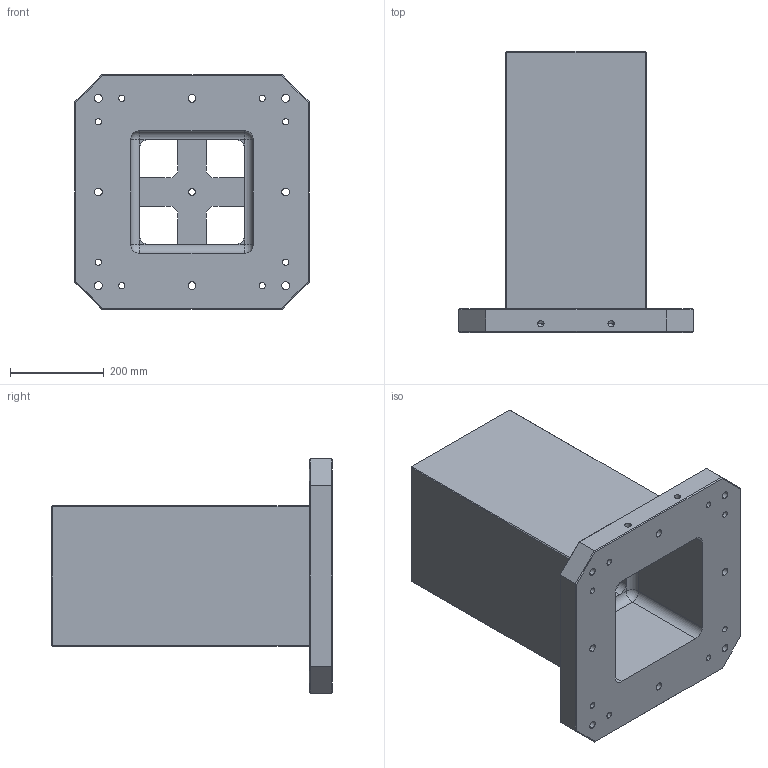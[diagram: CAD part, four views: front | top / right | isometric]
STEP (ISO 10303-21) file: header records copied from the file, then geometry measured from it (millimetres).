
FILE_DESCRIPTION (( 'STEP AP214' ), '1' );
FILE_NAME ('05-0307.STEP', '2024-02-08T20:51:55', ( '' ), ( '' ), 'SwSTEP 2.0', 'SolidWorks 2022', '' );
FILE_SCHEMA (( 'AUTOMOTIVE_DESIGN' ));
Length unit declared in the file: millimetre
Products named in the file (1): 05-0307
Bounding box: 500 x 600 x 500 mm (x, y, z)
Volume: 22383910.1 mm3; surface area: 1847235.4 mm2
Topology: 1 solids, 1 shells, 234 faces, 580 edges, 319 vertices
Faces by surface type: cylinder 108, plane 88, cone 22, sphere 16
Entity records: 8155 total; most frequent: DIRECTION 1204, CARTESIAN_POINT 1120, ORIENTED_EDGE 1084, EDGE_CURVE 542, AXIS2_PLACEMENT_3D 435, VECTOR 334, LINE 334, VERTEX_POINT 319
